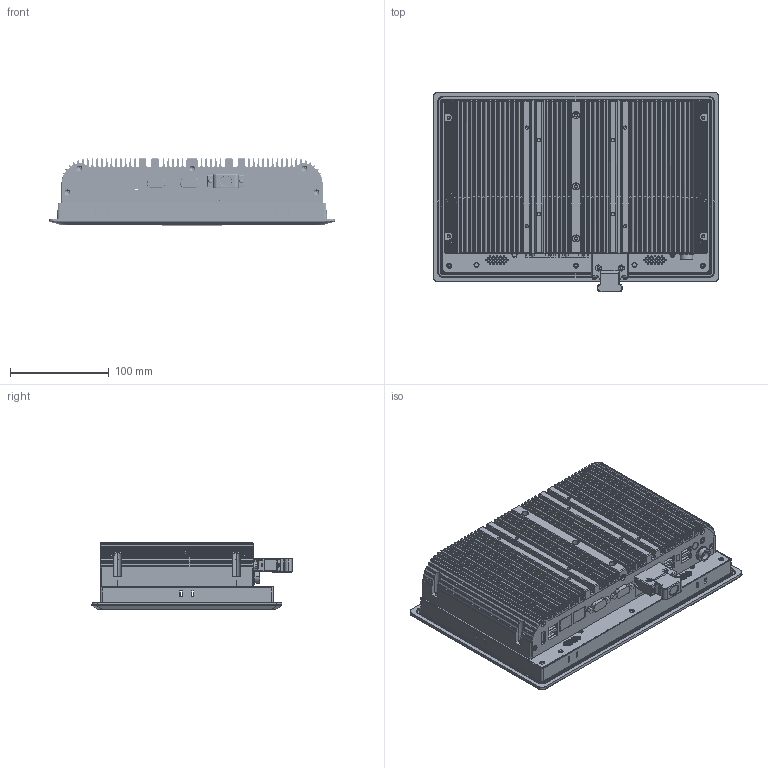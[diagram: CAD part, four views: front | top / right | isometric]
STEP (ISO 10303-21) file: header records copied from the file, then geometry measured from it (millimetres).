
FILE_DESCRIPTION (( 'STEP AP214' ), '1' );
FILE_NAME ('IFC-810R.STEP', '2025-03-15T00:46:52', ( '' ), ( '' ), 'SwSTEP 2.0', 'SolidWorks 2024', '' );
FILE_SCHEMA (( 'AUTOMOTIVE_DESIGN' ));
Length unit declared in the file: millimetre
Products named in the file (1): IFC-810R
Bounding box: 289.53 x 202.78 x 68.2 mm (x, y, z)
Volume: 1311010 mm3; surface area: 870526.3 mm2
Topology: 58 solids, 58 shells, 4244 faces, 11336 edges, 7390 vertices
Faces by surface type: plane 2073, cylinder 1696, cone 241, bspline 211, torus 23
Entity records: 154326 total; most frequent: CARTESIAN_POINT 48332, ORIENTED_EDGE 22600, DIRECTION 20768, EDGE_CURVE 11300, VERTEX_POINT 7390, AXIS2_PLACEMENT_3D 6924, LINE 6920, VECTOR 6920
